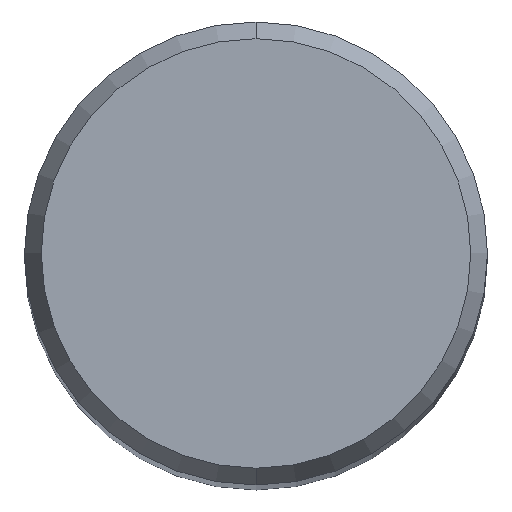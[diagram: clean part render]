
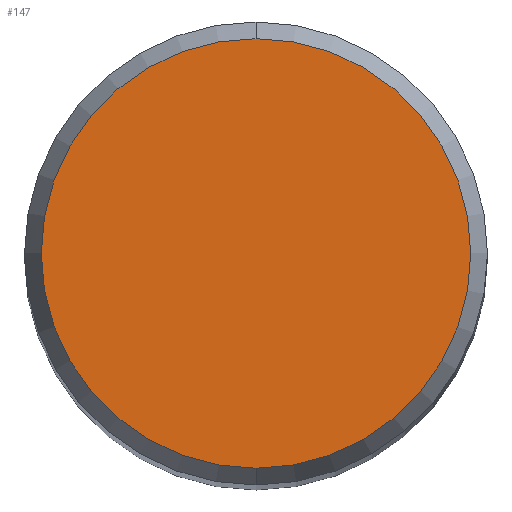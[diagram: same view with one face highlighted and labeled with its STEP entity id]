
A CAD part, top view. The second image highlights one B-rep face of the part: STEP entity #147.
In plain terms, the highlighted planar face has unit normal (0, 0, 1).
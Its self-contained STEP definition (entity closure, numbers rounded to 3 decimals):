
#125=EDGE_CURVE('',#173,#195,#278,.T.);
#147=ADVANCED_FACE('',(#305),#306,.T.);
#173=VERTEX_POINT('',#335);
#195=VERTEX_POINT('',#360);
#223=EDGE_CURVE('',#195,#173,#391,.T.);
#278=CIRCLE('',#451,2.946);
#305=FACE_OUTER_BOUND('',#480,.T.);
#306=PLANE('',#481);
#335=CARTESIAN_POINT('',(0.,-2.946,0.0));
#360=CARTESIAN_POINT('',(0.0,2.946,0.0));
#391=CIRCLE('',#592,2.946);
#451=AXIS2_PLACEMENT_3D('',#631,#632,#633);
#480=EDGE_LOOP('',(#680,#681));
#481=AXIS2_PLACEMENT_3D('',#682,#683,#684);
#592=AXIS2_PLACEMENT_3D('',#787,#788,#789);
#631=CARTESIAN_POINT('',(0.0,0.0,0.0));
#632=DIRECTION('',(0.0,0.0,-1.0));
#633=DIRECTION('',(0.0,1.0,0.0));
#680=ORIENTED_EDGE('',*,*,#223,.F.);
#681=ORIENTED_EDGE('',*,*,#125,.F.);
#682=CARTESIAN_POINT('',(0.0,1.473,0.0));
#683=DIRECTION('',(-0.0,0.0,1.0));
#684=DIRECTION('',(0.0,-1.0,0.0));
#787=CARTESIAN_POINT('',(0.0,0.0,0.0));
#788=DIRECTION('',(0.0,0.0,-1.0));
#789=DIRECTION('',(0.0,1.0,0.0));
